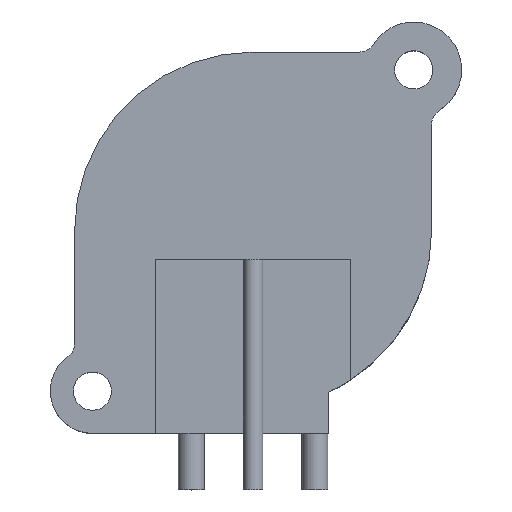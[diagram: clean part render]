
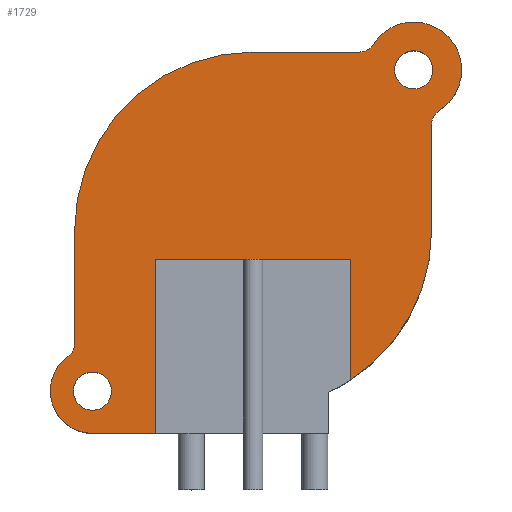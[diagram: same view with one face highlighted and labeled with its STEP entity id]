
A CAD part, top view. The second image highlights one B-rep face of the part: STEP entity #1729.
In plain terms, the highlighted planar face has unit normal (0, 0, 1).
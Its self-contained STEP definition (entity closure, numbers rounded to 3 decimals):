
#341=CARTESIAN_POINT('',(9.9,9.9,7.));
#342=DIRECTION('',(0.,0.,1.));
#343=DIRECTION('',(-1.,0.,0.));
#344=AXIS2_PLACEMENT_3D('',#341,#342,#343);
#356=DIRECTION('',(1.,0.,0.));
#357=VECTOR('',#356,12.);
#358=CARTESIAN_POINT('',(-6.,-1.8,7.));
#359=LINE('',#358,#357);
#363=CARTESIAN_POINT('',(0.,0.,7.));
#364=DIRECTION('',(0.,0.,-1.));
#365=DIRECTION('',(-1.,0.,0.));
#366=AXIS2_PLACEMENT_3D('',#363,#364,#365);
#371=DIRECTION('',(1.,0.,0.));
#372=VECTOR('',#371,6.554);
#373=CARTESIAN_POINT('',(0.,11.,7.));
#374=LINE('',#373,#372);
#378=DIRECTION('',(0.,1.,0.));
#379=VECTOR('',#378,7.42);
#380=CARTESIAN_POINT('',(6.,-9.22,7.));
#381=LINE('',#380,#379);
#385=CARTESIAN_POINT('',(-9.9,-9.9,7.));
#386=DIRECTION('',(0.,0.,1.));
#387=DIRECTION('',(-1.,0.,0.));
#388=AXIS2_PLACEMENT_3D('',#385,#386,#387);
#400=CARTESIAN_POINT('',(-9.9,-9.9,7.));
#401=DIRECTION('',(0.,0.,1.));
#402=DIRECTION('',(1.,0.,0.));
#403=AXIS2_PLACEMENT_3D('',#400,#401,#402);
#415=CARTESIAN_POINT('',(9.9,9.9,7.));
#416=DIRECTION('',(0.,0.,1.));
#417=DIRECTION('',(1.,0.,0.));
#418=AXIS2_PLACEMENT_3D('',#415,#416,#417);
#509=CARTESIAN_POINT('',(0.,0.,7.));
#510=DIRECTION('',(0.,0.,-1.));
#511=DIRECTION('',(1.,0.,0.));
#512=AXIS2_PLACEMENT_3D('',#509,#510,#511);
#531=DIRECTION('',(0.,1.,0.));
#532=VECTOR('',#531,6.554);
#533=CARTESIAN_POINT('',(11.,0.,7.));
#534=LINE('',#533,#532);
#545=CARTESIAN_POINT('',(12.,6.554,7.));
#546=DIRECTION('',(0.,0.,1.));
#547=DIRECTION('',(-0.532,0.847,0.));
#548=AXIS2_PLACEMENT_3D('',#545,#546,#547);
#560=CARTESIAN_POINT('',(9.9,9.9,7.));
#561=DIRECTION('',(0.,0.,1.));
#562=DIRECTION('',(0.532,-0.847,0.));
#563=AXIS2_PLACEMENT_3D('',#560,#561,#562);
#575=CARTESIAN_POINT('',(6.554,12.,7.));
#576=DIRECTION('',(0.,0.,1.));
#577=DIRECTION('',(0.,-1.,0.));
#578=AXIS2_PLACEMENT_3D('',#575,#576,#577);
#611=DIRECTION('',(0.,-1.,0.));
#612=VECTOR('',#611,6.976);
#613=CARTESIAN_POINT('',(-11.,0.,7.));
#614=LINE('',#613,#612);
#625=CARTESIAN_POINT('',(-12.,-6.976,7.));
#626=DIRECTION('',(0.,0.,1.));
#627=DIRECTION('',(0.583,-0.812,0.));
#628=AXIS2_PLACEMENT_3D('',#625,#626,#627);
#640=CARTESIAN_POINT('',(-9.9,-9.9,7.));
#641=DIRECTION('',(0.,0.,1.));
#642=DIRECTION('',(-0.583,0.812,0.));
#643=AXIS2_PLACEMENT_3D('',#640,#641,#642);
#739=DIRECTION('',(1.,0.,0.));
#740=VECTOR('',#739,3.9);
#741=CARTESIAN_POINT('',(-9.9,-12.5,7.));
#742=LINE('',#741,#740);
#909=DIRECTION('',(0.,1.,0.));
#910=VECTOR('',#909,10.7);
#911=CARTESIAN_POINT('',(-6.,-12.5,7.));
#912=LINE('',#911,#910);
#1550=CARTESIAN_POINT('',(-11.,0.,7.));
#1551=CARTESIAN_POINT('',(-11.,-6.976,7.));
#1552=VERTEX_POINT('',#1550);
#1553=VERTEX_POINT('',#1551);
#1554=CARTESIAN_POINT('',(-11.417,-7.788,7.));
#1555=CARTESIAN_POINT('',(-9.9,-12.5,7.));
#1556=VERTEX_POINT('',#1554);
#1557=VERTEX_POINT('',#1555);
#1562=CARTESIAN_POINT('',(11.,0.,7.));
#1563=CARTESIAN_POINT('',(11.,6.554,7.));
#1564=VERTEX_POINT('',#1562);
#1565=VERTEX_POINT('',#1563);
#1566=CARTESIAN_POINT('',(11.468,7.401,7.));
#1567=CARTESIAN_POINT('',(7.401,11.468,7.));
#1568=VERTEX_POINT('',#1566);
#1569=VERTEX_POINT('',#1567);
#1570=CARTESIAN_POINT('',(8.725,9.9,7.));
#1571=CARTESIAN_POINT('',(11.075,9.9,7.));
#1572=VERTEX_POINT('',#1570);
#1573=VERTEX_POINT('',#1571);
#1574=CARTESIAN_POINT('',(-11.075,-9.9,7.));
#1575=CARTESIAN_POINT('',(-8.725,-9.9,7.));
#1576=VERTEX_POINT('',#1574);
#1577=VERTEX_POINT('',#1575);
#1580=CARTESIAN_POINT('',(6.,-9.22,7.));
#1581=VERTEX_POINT('',#1580);
#1582=CARTESIAN_POINT('',(6.554,11.,7.));
#1583=VERTEX_POINT('',#1582);
#1590=CARTESIAN_POINT('',(-6.,-12.5,7.));
#1591=VERTEX_POINT('',#1590);
#1606=CARTESIAN_POINT('',(6.,-1.8,7.));
#1607=VERTEX_POINT('',#1606);
#1608=CARTESIAN_POINT('',(-6.,-1.8,7.));
#1610=VERTEX_POINT('',#1608);
#1614=CARTESIAN_POINT('',(0.,11.,7.));
#1615=VERTEX_POINT('',#1614);
#1683=CARTESIAN_POINT('',(6.,-12.5,7.));
#1684=DIRECTION('',(0.,0.,-1.));
#1685=DIRECTION('',(1.,0.,0.));
#1686=AXIS2_PLACEMENT_3D('',#1683,#1684,#1685);
#1687=PLANE('',#1686);
#1689=ORIENTED_EDGE('',*,*,#1688,.F.);
#1691=ORIENTED_EDGE('',*,*,#1690,.F.);
#1693=ORIENTED_EDGE('',*,*,#1692,.F.);
#1695=ORIENTED_EDGE('',*,*,#1694,.F.);
#1697=ORIENTED_EDGE('',*,*,#1696,.T.);
#1699=ORIENTED_EDGE('',*,*,#1698,.F.);
#1701=ORIENTED_EDGE('',*,*,#1700,.T.);
#1703=ORIENTED_EDGE('',*,*,#1702,.T.);
#1705=ORIENTED_EDGE('',*,*,#1704,.T.);
#1707=ORIENTED_EDGE('',*,*,#1706,.F.);
#1709=ORIENTED_EDGE('',*,*,#1708,.T.);
#1711=ORIENTED_EDGE('',*,*,#1710,.F.);
#1713=ORIENTED_EDGE('',*,*,#1712,.T.);
#1715=ORIENTED_EDGE('',*,*,#1714,.T.);
#1716=EDGE_LOOP('',(#1689,#1691,#1693,#1695,#1697,#1699,#1701,#1703,#1705,#1707,
#1709,#1711,#1713,#1715));
#1717=FACE_OUTER_BOUND('',#1716,.F.);
#1718=ORIENTED_EDGE('',*,*,#1673,.T.);
#1720=ORIENTED_EDGE('',*,*,#1719,.T.);
#1721=EDGE_LOOP('',(#1718,#1720));
#1722=FACE_BOUND('',#1721,.F.);
#1724=ORIENTED_EDGE('',*,*,#1723,.T.);
#1726=ORIENTED_EDGE('',*,*,#1725,.T.);
#1727=EDGE_LOOP('',(#1724,#1726));
#1728=FACE_BOUND('',#1727,.F.);
#345=CIRCLE('',#344,1.175);
#367=CIRCLE('',#366,11.);
#389=CIRCLE('',#388,1.175);
#404=CIRCLE('',#403,1.175);
#419=CIRCLE('',#418,1.175);
#513=CIRCLE('',#512,11.);
#549=CIRCLE('',#548,1.);
#564=CIRCLE('',#563,2.95);
#579=CIRCLE('',#578,1.);
#629=CIRCLE('',#628,1.);
#644=CIRCLE('',#643,2.6);
#1673=EDGE_CURVE('',#1572,#1573,#345,.T.);
#1688=EDGE_CURVE('',#1610,#1607,#359,.T.);
#1690=EDGE_CURVE('',#1591,#1610,#912,.T.);
#1692=EDGE_CURVE('',#1557,#1591,#742,.T.);
#1694=EDGE_CURVE('',#1556,#1557,#644,.T.);
#1696=EDGE_CURVE('',#1556,#1553,#629,.T.);
#1698=EDGE_CURVE('',#1552,#1553,#614,.T.);
#1700=EDGE_CURVE('',#1552,#1615,#367,.T.);
#1702=EDGE_CURVE('',#1615,#1583,#374,.T.);
#1704=EDGE_CURVE('',#1583,#1569,#579,.T.);
#1706=EDGE_CURVE('',#1568,#1569,#564,.T.);
#1708=EDGE_CURVE('',#1568,#1565,#549,.T.);
#1710=EDGE_CURVE('',#1564,#1565,#534,.T.);
#1712=EDGE_CURVE('',#1564,#1581,#513,.T.);
#1714=EDGE_CURVE('',#1581,#1607,#381,.T.);
#1719=EDGE_CURVE('',#1573,#1572,#419,.T.);
#1723=EDGE_CURVE('',#1576,#1577,#389,.T.);
#1725=EDGE_CURVE('',#1577,#1576,#404,.T.);
#1729=ADVANCED_FACE('',(#1717,#1722,#1728),#1687,.F.);
